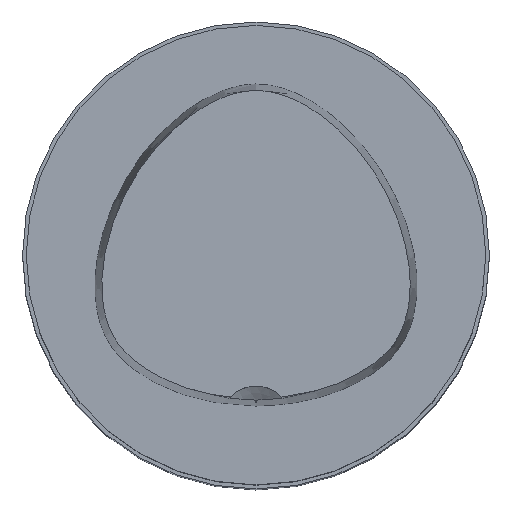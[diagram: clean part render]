
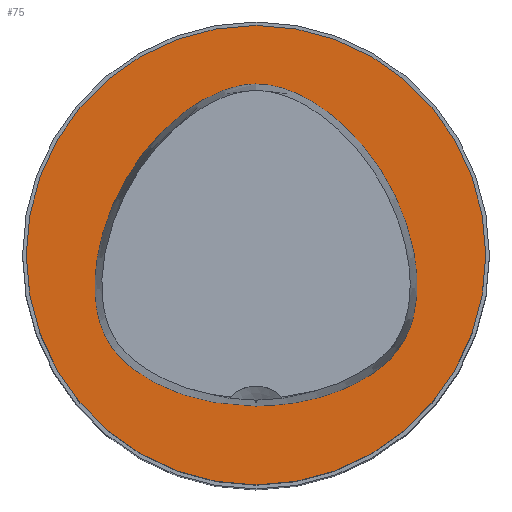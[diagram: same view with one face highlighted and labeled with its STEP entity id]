
A CAD part, top view. The second image highlights one B-rep face of the part: STEP entity #75.
In plain terms, the highlighted planar face has unit normal (0, 0, 1).
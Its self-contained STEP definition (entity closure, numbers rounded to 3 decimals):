
#62=EDGE_CURVE('240[2]',#160,#161,#162,.T.);
#67=EDGE_CURVE('240[2]',#161,#169,#170,.T.);
#75=ADVANCED_FACE('240[2]',(#179,#180),#181,.T.);
#93=EDGE_CURVE('240[2]',#208,#208,#209,.T.);
#107=EDGE_CURVE('240[2]',#169,#160,#228,.T.);
#160=VERTEX_POINT('',#301);
#161=VERTEX_POINT('',#302);
#162=B_SPLINE_CURVE_WITH_KNOTS('',3,(#303,#304,#305,#306,#307,#308,#309,#310,#311,#312,#313,#314,#315,#316,#317,#318,#319,#320),.UNSPECIFIED.,.F.,.F.,(4,1,1,1,1,1,1,1,1,2,1,1,1,1,4),(-6.615,-6.202,-5.788,-5.375,-4.961,-4.134,-3.308,-2.894,-2.481,-2.067,-1.654,-1.24,-0.827,-0.413,0.0),.UNSPECIFIED.);
#169=VERTEX_POINT('',#329);
#170=CIRCLE('',#330,0.95);
#179=FACE_BOUND('',#341,.T.);
#180=FACE_OUTER_BOUND('',#342,.T.);
#181=PLANE('',#343);
#208=VERTEX_POINT('',#383);
#209=CIRCLE('',#384,31.493);
#228=B_SPLINE_CURVE_WITH_KNOTS('',3,(#547,#548,#549,#550,#551,#552,#553,#554,#555,#556,#557,#558,#559,#560,#561,#562,#563),.UNSPECIFIED.,.F.,.F.,(4,1,1,1,1,1,1,1,1,1,1,1,1,1,4),(-13.23,-12.817,-12.403,-11.99,-11.576,-11.163,-10.956,-10.75,-10.336,-9.923,-9.096,-8.269,-7.442,-7.029,-6.615),.UNSPECIFIED.);
#301=CARTESIAN_POINT('',(-0.044,23.469,0.));
#302=CARTESIAN_POINT('',(0.045,-20.677,0.));
#303=CARTESIAN_POINT('',(-0.044,23.469,0.));
#304=CARTESIAN_POINT('',(1.471,23.477,0.));
#305=CARTESIAN_POINT('',(4.439,22.821,0.));
#306=CARTESIAN_POINT('',(8.35,20.8,0.));
#307=CARTESIAN_POINT('',(11.745,18.156,0.));
#308=CARTESIAN_POINT('',(15.699,14.041,0.));
#309=CARTESIAN_POINT('',(19.535,8.006,0.));
#310=CARTESIAN_POINT('',(21.721,1.161,0.0));
#311=CARTESIAN_POINT('',(22.249,-4.55,0.0));
#312=CARTESIAN_POINT('',(21.665,-9.002,0.0));
#313=CARTESIAN_POINT('',(20.395,-11.778,0.0));
#314=CARTESIAN_POINT('',(18.593,-14.198,0.0));
#315=CARTESIAN_POINT('',(16.323,-16.178,0.0));
#316=CARTESIAN_POINT('',(12.508,-18.252,0.));
#317=CARTESIAN_POINT('',(8.468,-19.679,0.));
#318=CARTESIAN_POINT('',(4.23,-20.488,0.));
#319=CARTESIAN_POINT('',(1.423,-20.613,0.));
#320=CARTESIAN_POINT('',(0.045,-20.677,0.));
#329=CARTESIAN_POINT('',(-0.045,-20.677,0.));
#330=AXIS2_PLACEMENT_3D('',#665,#666,#667);
#341=EDGE_LOOP('',(#673,#674,#675));
#342=EDGE_LOOP('',(#676));
#343=AXIS2_PLACEMENT_3D('',#677,#678,#679);
#383=CARTESIAN_POINT('',(0.,-31.493,0.0));
#384=AXIS2_PLACEMENT_3D('',#704,#705,#706);
#547=CARTESIAN_POINT('',(-0.045,-20.677,0.));
#548=CARTESIAN_POINT('',(-1.424,-20.61,0.));
#549=CARTESIAN_POINT('',(-4.223,-20.484,0.));
#550=CARTESIAN_POINT('',(-8.472,-19.689,0.));
#551=CARTESIAN_POINT('',(-12.514,-18.243,0.0));
#552=CARTESIAN_POINT('',(-16.304,-16.173,0.));
#553=CARTESIAN_POINT('',(-19.145,-13.704,0.));
#554=CARTESIAN_POINT('',(-20.732,-11.101,0.0));
#555=CARTESIAN_POINT('',(-21.783,-8.281,0.));
#556=CARTESIAN_POINT('',(-22.226,-4.609,0.0));
#557=CARTESIAN_POINT('',(-21.744,1.113,0.0));
#558=CARTESIAN_POINT('',(-19.552,7.954,0.0));
#559=CARTESIAN_POINT('',(-14.957,15.209,0.0));
#560=CARTESIAN_POINT('',(-9.668,20.083,0.));
#561=CARTESIAN_POINT('',(-4.516,22.795,0.));
#562=CARTESIAN_POINT('',(-1.559,23.461,0.));
#563=CARTESIAN_POINT('',(-0.044,23.469,0.));
#665=CARTESIAN_POINT('',(0.001,-19.728,0.));
#666=DIRECTION('',(0.0,-0.0,-1.0));
#667=DIRECTION('',(0.046,-0.999,0.0));
#673=ORIENTED_EDGE('',*,*,#62,.T.);
#674=ORIENTED_EDGE('',*,*,#67,.T.);
#675=ORIENTED_EDGE('',*,*,#107,.T.);
#676=ORIENTED_EDGE('',*,*,#93,.F.);
#677=CARTESIAN_POINT('',(0.,15.746,0.));
#678=DIRECTION('',(0.0,0.0,1.0));
#679=DIRECTION('',(1.0,-0.0,0.0));
#704=CARTESIAN_POINT('',(0.0,0.0,0.0));
#705=DIRECTION('',(0.0,0.0,-1.0));
#706=DIRECTION('',(0.0,1.0,0.0));
